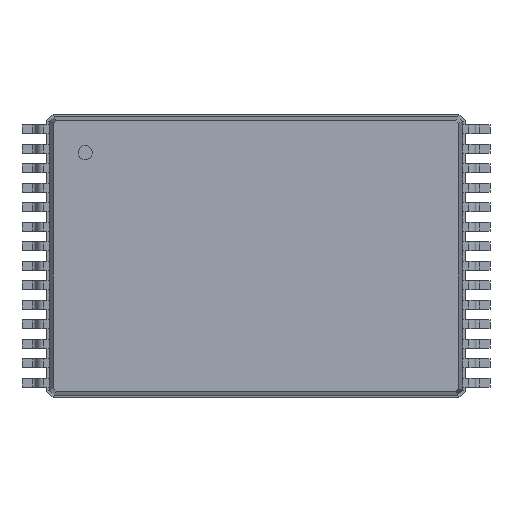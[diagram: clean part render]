
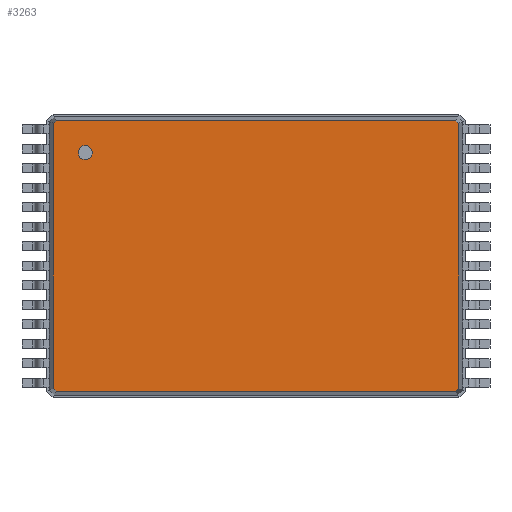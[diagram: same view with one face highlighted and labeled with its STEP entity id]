
A CAD part, top view. The second image highlights one B-rep face of the part: STEP entity #3263.
In plain terms, the highlighted planar face has unit normal (0, 0, 1).
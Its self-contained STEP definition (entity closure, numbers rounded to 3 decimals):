
#13=DIRECTION('',(0.,0.,1.));
#27=VECTOR('',#28,1.);
#28=DIRECTION('',(0.,-1.,0.));
#49=DIRECTION('',(0.,1.,0.));
#59=VECTOR('',#60,1.);
#60=DIRECTION('',(1.,0.,0.));
#84=DIRECTION('',(0.,0.,-1.));
#131=VECTOR('',#132,1.);
#132=DIRECTION('',(-1.,0.,0.));
#469=VECTOR('',#470,1.);
#470=DIRECTION('',(0.707,-0.707,0.));
#476=VECTOR('',#477,1.);
#477=DIRECTION('',(-0.707,-0.707,0.));
#488=VECTOR('',#489,1.);
#489=DIRECTION('',(-0.707,0.707,0.));
#495=VECTOR('',#49,1.);
#499=VECTOR('',#500,1.);
#500=DIRECTION('',(0.707,0.707,0.));
#1178=VERTEX_POINT('',#1179);
#1179=CARTESIAN_POINT('',(5.714,-3.732,1.6));
#1182=EDGE_CURVE('',#1183,#1178,#1185,.T.);
#1183=VERTEX_POINT('',#1184);
#1184=CARTESIAN_POINT('',(5.714,3.732,1.6));
#1185=LINE('',#1184,#27);
#3255=EDGE_CURVE('',#3256,#1183,#3258,.T.);
#3256=VERTEX_POINT('',#3257);
#3257=CARTESIAN_POINT('',(5.632,3.814,1.6));
#3258=LINE('',#3257,#469);
#3263=ADVANCED_FACE('',(#3264,#3296),#3305,.F.);
#3264=FACE_BOUND('',#3265,.F.);
#3265=EDGE_LOOP('',(#3266,#3271,#3272,#3273,#3278,#3283,#3288,#3293));
#3266=ORIENTED_EDGE('',*,*,#3267,.T.);
#3267=EDGE_CURVE('',#3268,#3256,#3270,.T.);
#3268=VERTEX_POINT('',#3269);
#3269=CARTESIAN_POINT('',(-5.632,3.814,1.6));
#3270=LINE('',#3269,#59);
#3271=ORIENTED_EDGE('',*,*,#3255,.T.);
#3272=ORIENTED_EDGE('',*,*,#1182,.T.);
#3273=ORIENTED_EDGE('',*,*,#3274,.T.);
#3274=EDGE_CURVE('',#1178,#3275,#3277,.T.);
#3275=VERTEX_POINT('',#3276);
#3276=CARTESIAN_POINT('',(5.632,-3.814,1.6));
#3277=LINE('',#1179,#476);
#3278=ORIENTED_EDGE('',*,*,#3279,.T.);
#3279=EDGE_CURVE('',#3275,#3280,#3282,.T.);
#3280=VERTEX_POINT('',#3281);
#3281=CARTESIAN_POINT('',(-5.632,-3.814,1.6));
#3282=LINE('',#3276,#131);
#3283=ORIENTED_EDGE('',*,*,#3284,.T.);
#3284=EDGE_CURVE('',#3280,#3285,#3287,.T.);
#3285=VERTEX_POINT('',#3286);
#3286=CARTESIAN_POINT('',(-5.714,-3.732,1.6));
#3287=LINE('',#3281,#488);
#3288=ORIENTED_EDGE('',*,*,#3289,.T.);
#3289=EDGE_CURVE('',#3285,#3290,#3292,.T.);
#3290=VERTEX_POINT('',#3291);
#3291=CARTESIAN_POINT('',(-5.714,3.732,1.6));
#3292=LINE('',#3286,#495);
#3293=ORIENTED_EDGE('',*,*,#3294,.T.);
#3294=EDGE_CURVE('',#3290,#3268,#3295,.T.);
#3295=LINE('',#3291,#499);
#3296=FACE_BOUND('',#3297,.F.);
#3297=EDGE_LOOP('',(#3298));
#3298=ORIENTED_EDGE('',*,*,#3299,.T.);
#3299=EDGE_CURVE('',#3300,#3300,#3302,.T.);
#3300=VERTEX_POINT('',#3301);
#3301=CARTESIAN_POINT('',(-4.814,2.714,1.6));
#3302=CIRCLE('',#3303,0.2);
#3303=AXIS2_PLACEMENT_3D('',#3304,#13,#28);
#3304=CARTESIAN_POINT('',(-4.814,2.914,1.6));
#3305=PLANE('',#3306);
#3306=AXIS2_PLACEMENT_3D('',#3269,#84,#3307);
#3307=DIRECTION('',(0.833,-0.554,0.));
